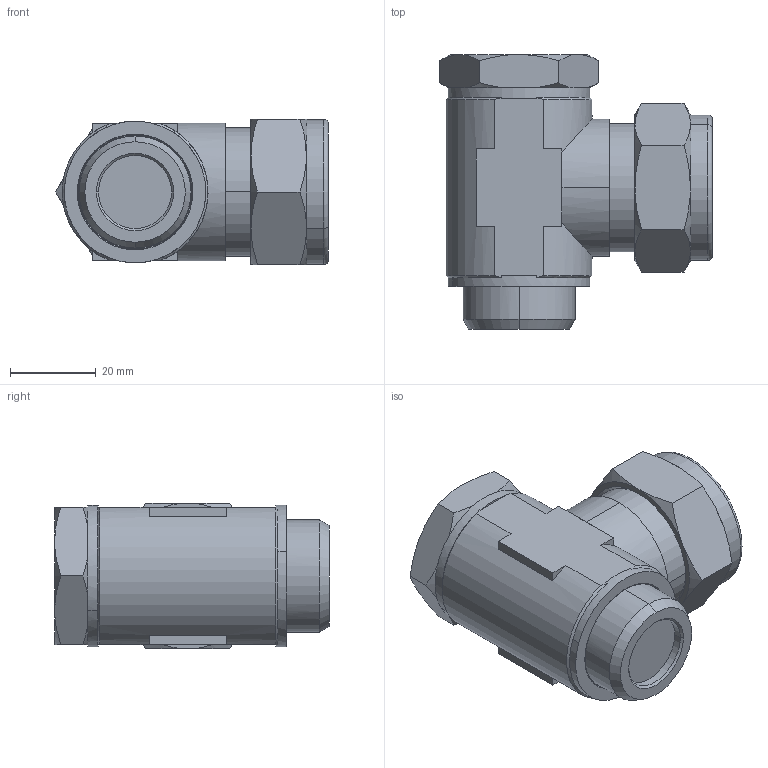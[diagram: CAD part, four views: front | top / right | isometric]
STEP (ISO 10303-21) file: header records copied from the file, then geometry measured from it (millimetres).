
FILE_DESCRIPTION (( 'STEP AP214' ), '1' );
FILE_NAME ('1055000012.step', '2013-02-25T17:18:31', ( '' ), ( '' ), 'SwSTEP 2.0', 'SolidWorks 2012', '' );
FILE_SCHEMA (( 'AUTOMOTIVE_DESIGN' ));
Length unit declared in the file: millimetre
Products named in the file (1): 1055000012
Bounding box: 63.48 x 64 x 34 mm (x, y, z)
Volume: 78624.3 mm3; surface area: 12642 mm2
Topology: 1 solids, 1 shells, 128 faces, 340 edges, 214 vertices
Faces by surface type: plane 59, cylinder 33, cone 32, torus 4
Entity records: 5716 total; most frequent: CARTESIAN_POINT 1045, DIRECTION 700, ORIENTED_EDGE 680, EDGE_CURVE 340, AXIS2_PLACEMENT_3D 285, VERTEX_POINT 214, CIRCLE 156, EDGE_LOOP 140
